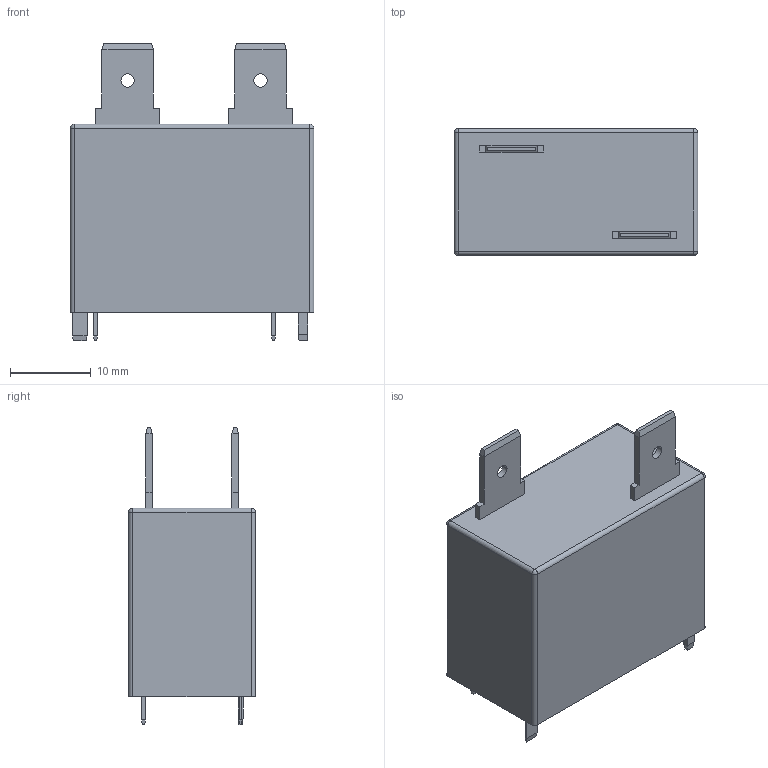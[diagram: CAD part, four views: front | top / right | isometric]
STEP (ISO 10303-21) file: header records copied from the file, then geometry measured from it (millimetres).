
FILE_DESCRIPTION (( 'STEP AP214' ), '1' );
FILE_NAME ('RELAY-TH_RF-SS-112DMF.step', '2022-07-09T14:04:23', ( '' ), ( '' ), 'SwSTEP 2.0', 'SolidWorks 2020', '' );
FILE_SCHEMA (( 'AUTOMOTIVE_DESIGN' ));
Length unit declared in the file: millimetre
Products named in the file (1): RELAY-TH_RF-SS-112DMF
Bounding box: 30.1 x 15.71 x 36.75 mm (x, y, z)
Volume: 11107.8 mm3; surface area: 3401.1 mm2
Topology: 12 solids, 12 shells, 376 faces, 967 edges, 630 vertices
Faces by surface type: plane 248, bspline 112, cylinder 12, sphere 4
Entity records: 16038 total; most frequent: CARTESIAN_POINT 4074, ORIENTED_EDGE 1926, DIRECTION 1289, EDGE_CURVE 963, VECTOR 711, LINE 711, VERTEX_POINT 630, EDGE_LOOP 403
